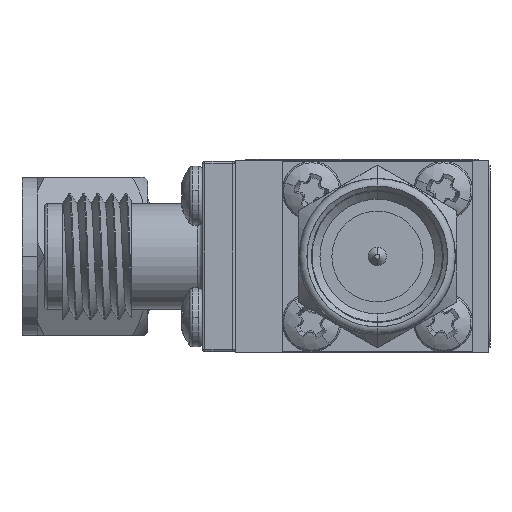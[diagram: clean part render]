
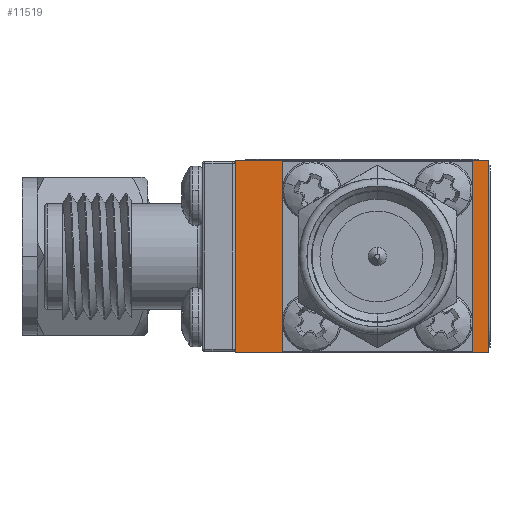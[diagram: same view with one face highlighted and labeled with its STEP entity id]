
A CAD part, left-side view. The second image highlights one B-rep face of the part: STEP entity #11519.
In plain terms, the highlighted planar face has unit normal (-1, 0, 0).
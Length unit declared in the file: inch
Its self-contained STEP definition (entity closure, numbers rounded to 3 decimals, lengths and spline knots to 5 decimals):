
#377 = DIRECTION ( 'NONE',  ( 0., -1., 0. ) ) ;
#1560 = CARTESIAN_POINT ( 'NONE',  ( 0., 0., -0.38 ) ) ;
#2989 = EDGE_CURVE ( 'NONE', #35829, #19044, #13925, .T. ) ;
#4064 = CARTESIAN_POINT ( 'NONE',  ( 0., 0., -0.38 ) ) ;
#4189 = VERTEX_POINT ( 'NONE', #7684 ) ;
#4785 = VECTOR ( 'NONE', #31538, 39.37008 ) ;
#5730 = CARTESIAN_POINT ( 'NONE',  ( 0., 0., -0.38 ) ) ;
#5968 = DIRECTION ( 'NONE',  ( 0., -1., 0. ) ) ;
#7297 = FACE_OUTER_BOUND ( 'NONE', #40161, .T. ) ;
#7579 = ORIENTED_EDGE ( 'NONE', *, *, #40614, .F. ) ;
#7684 = CARTESIAN_POINT ( 'NONE',  ( 0., 0.5, -0.38 ) ) ;
#9198 = CARTESIAN_POINT ( 'NONE',  ( 0., 0.5, 0. ) ) ;
#9628 = EDGE_CURVE ( 'NONE', #4189, #29973, #29990, .T. ) ;
#10944 = VECTOR ( 'NONE', #5968, 39.37008 ) ;
#11519 = ADVANCED_FACE ( 'NONE', ( #7297 ), #21238, .T. ) ;
#13709 = ORIENTED_EDGE ( 'NONE', *, *, #9628, .T. ) ;
#13925 = LINE ( 'NONE', #42081, #25091 ) ;
#15320 = DIRECTION ( 'NONE',  ( 0., -1., 0. ) ) ;
#16649 = EDGE_CURVE ( 'NONE', #29973, #19044, #31750, .T. ) ;
#16666 = LINE ( 'NONE', #27151, #28447 ) ;
#19044 = VERTEX_POINT ( 'NONE', #22925 ) ;
#21238 = PLANE ( 'NONE',  #29262 ) ;
#21961 = ORIENTED_EDGE ( 'NONE', *, *, #16649, .T. ) ;
#22925 = CARTESIAN_POINT ( 'NONE',  ( 0., 0., 0. ) ) ;
#25091 = VECTOR ( 'NONE', #377, 39.37008 ) ;
#25732 = CARTESIAN_POINT ( 'NONE',  ( 0., 0., -0.38 ) ) ;
#27151 = CARTESIAN_POINT ( 'NONE',  ( 0., 0.5, -0.38 ) ) ;
#28447 = VECTOR ( 'NONE', #41618, 39.37008 ) ;
#28801 = DIRECTION ( 'NONE',  ( -1., 0., 0. ) ) ;
#29262 = AXIS2_PLACEMENT_3D ( 'NONE', #1560, #28801, #15320 ) ;
#29973 = VERTEX_POINT ( 'NONE', #25732 ) ;
#29990 = LINE ( 'NONE', #5730, #10944 ) ;
#31538 = DIRECTION ( 'NONE',  ( 0., 0., 1. ) ) ;
#31750 = LINE ( 'NONE', #4064, #4785 ) ;
#34371 = ORIENTED_EDGE ( 'NONE', *, *, #2989, .F. ) ;
#35829 = VERTEX_POINT ( 'NONE', #9198 ) ;
#40161 = EDGE_LOOP ( 'NONE', ( #34371, #7579, #13709, #21961 ) ) ;
#40614 = EDGE_CURVE ( 'NONE', #4189, #35829, #16666, .T. ) ;
#41618 = DIRECTION ( 'NONE',  ( 0., 0., 1. ) ) ;
#42081 = CARTESIAN_POINT ( 'NONE',  ( 0., 0., 0. ) ) ;
